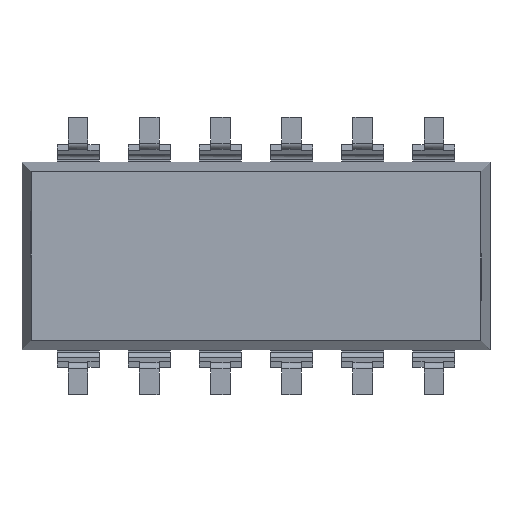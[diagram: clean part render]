
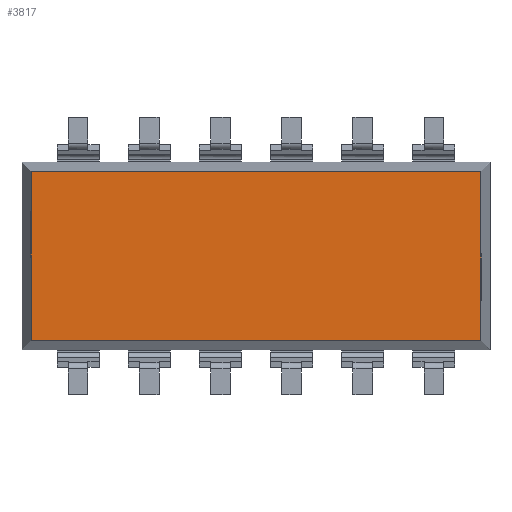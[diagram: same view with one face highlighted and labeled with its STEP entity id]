
A CAD part, front view. The second image highlights one B-rep face of the part: STEP entity #3817.
In plain terms, the highlighted planar face has unit normal (0, -1, 0).
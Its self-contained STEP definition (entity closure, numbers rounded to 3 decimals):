
#537 = VERTEX_POINT ( 'NONE', #16225 ) ;
#600 = LINE ( 'NONE', #3555, #19166 ) ;
#977 = DIRECTION ( 'NONE',  ( 0., 1., 0. ) ) ;
#1357 = CARTESIAN_POINT ( 'NONE',  ( 0., 0., -3.021 ) ) ;
#1917 = DIRECTION ( 'NONE',  ( 1., 0., 0. ) ) ;
#2179 = VECTOR ( 'NONE', #15500, 1000. ) ;
#2493 = PLANE ( 'NONE',  #10570 ) ;
#2763 = CARTESIAN_POINT ( 'NONE',  ( -8.026, 0., 0. ) ) ;
#3555 = CARTESIAN_POINT ( 'NONE',  ( 0., 0., 3.021 ) ) ;
#3817 = ADVANCED_FACE ( 'NONE', ( #10223 ), #2493, .F. ) ;
#5392 = VERTEX_POINT ( 'NONE', #19415 ) ;
#8773 = ORIENTED_EDGE ( 'NONE', *, *, #11119, .F. ) ;
#9432 = EDGE_CURVE ( 'NONE', #537, #12254, #600, .T. ) ;
#10061 = CARTESIAN_POINT ( 'NONE',  ( 8.029, 0.005, 3.025 ) ) ;
#10173 = DIRECTION ( 'NONE',  ( 0., 0., -1. ) ) ;
#10223 = FACE_OUTER_BOUND ( 'NONE', #14054, .T. ) ;
#10570 = AXIS2_PLACEMENT_3D ( 'NONE', #19680, #977, #19989 ) ;
#10707 = LINE ( 'NONE', #1357, #10911 ) ;
#10911 = VECTOR ( 'NONE', #13844, 1000. ) ;
#10977 = ORIENTED_EDGE ( 'NONE', *, *, #9432, .F. ) ;
#11119 = EDGE_CURVE ( 'NONE', #12254, #14435, #13497, .T. ) ;
#11730 = CARTESIAN_POINT ( 'NONE',  ( 8.026, 0., 0. ) ) ;
#12053 = ORIENTED_EDGE ( 'NONE', *, *, #16906, .F. ) ;
#12254 = VERTEX_POINT ( 'NONE', #10061 ) ;
#13497 = LINE ( 'NONE', #11730, #19139 ) ;
#13844 = DIRECTION ( 'NONE',  ( -1., 0., 0. ) ) ;
#14054 = EDGE_LOOP ( 'NONE', ( #12053, #8773, #10977, #19293 ) ) ;
#14329 = CARTESIAN_POINT ( 'NONE',  ( 8.029, 0.005, -3.024 ) ) ;
#14435 = VERTEX_POINT ( 'NONE', #14329 ) ;
#14934 = EDGE_CURVE ( 'NONE', #5392, #537, #18514, .T. ) ;
#15500 = DIRECTION ( 'NONE',  ( 0., 0., 1. ) ) ;
#16225 = CARTESIAN_POINT ( 'NONE',  ( -8.029, 0.005, 3.024 ) ) ;
#16906 = EDGE_CURVE ( 'NONE', #14435, #5392, #10707, .T. ) ;
#18514 = LINE ( 'NONE', #2763, #2179 ) ;
#19139 = VECTOR ( 'NONE', #10173, 1000. ) ;
#19166 = VECTOR ( 'NONE', #1917, 1000. ) ;
#19293 = ORIENTED_EDGE ( 'NONE', *, *, #14934, .F. ) ;
#19415 = CARTESIAN_POINT ( 'NONE',  ( -8.029, 0.005, -3.024 ) ) ;
#19680 = CARTESIAN_POINT ( 'NONE',  ( 0., 0., 0. ) ) ;
#19989 = DIRECTION ( 'NONE',  ( 0., 0., 1. ) ) ;
